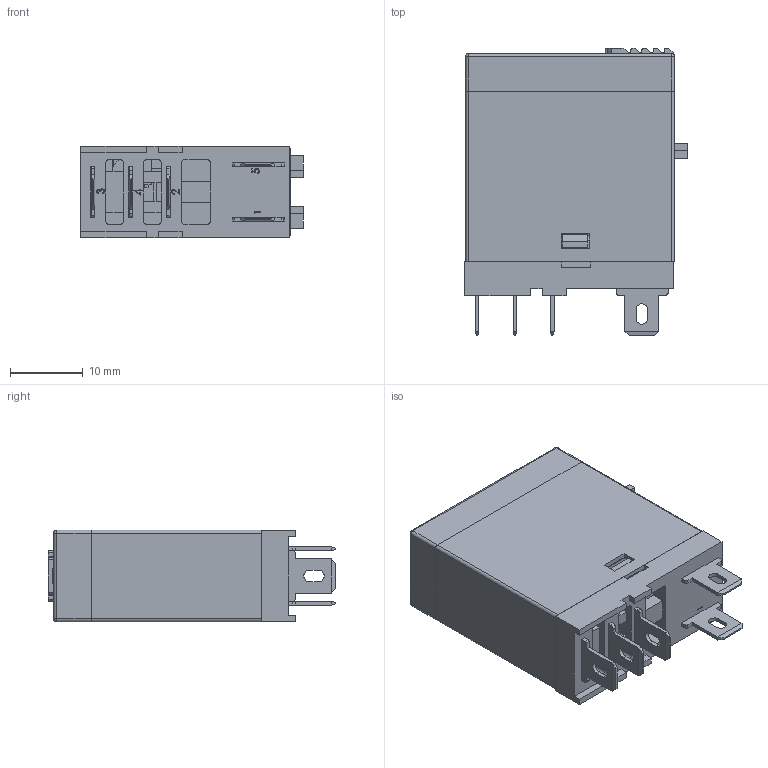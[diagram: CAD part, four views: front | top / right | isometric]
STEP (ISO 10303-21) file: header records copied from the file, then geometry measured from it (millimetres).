
FILE_DESCRIPTION (( 'STEP AP203' ), '1' );
FILE_NAME ('RFT1CO-LT.STEP', '2020-09-01T09:17:31', ( '' ), ( '' ), 'SwSTEP 2.0', 'SolidWorks 2018', '' );
FILE_SCHEMA (( 'CONFIG_CONTROL_DESIGN' ));
Length unit declared in the file: millimetre
Products named in the file (28): RFT-1 髡夔俋褲 7.800.276.07; 14FC  DC(苤芛)沺郋 7.777.200.03; 14FT-1 H静片17.725.276.01; RFT-1 基座（RAL 9001） 7.810.276.02; RFT LED 9.014.012.07; RFT DC玴沺 7.775.276.01; 14FT-1C  AC雄銅え 7.730.276.00; 14FT-1   右线圈插脚 7.744.276.03; RFT 偌聽 8.337.281.00; RFT 1C DC鼠蚚杶璃 ARY2.281.01GT; 14FT-1  雄え蟀諉え 7.744.276.01; 14FT-1   左线圈插脚 7.744.276.02; RFT 髡夔階裔 7.852.281.00; 14FT-1 竘盄褐 7.740.276.04-1; 14FT-1 雄銅え郪磁 6.621.276.00; RFT-1 價釱郪磁 6.125.281.00; RFT DC 芢赽 8.332.281.00; 14FT-1 竘盄褐 7.740.276.04; RFT-1 推动架（RAL 9001）7.899.276.02; 14FT-1 D静片7.725.276.02; RFT DC髡夔杶璃 ARY2.281.10GT; 0.45X0.45 源渀 7.740.276.05; RFT-1 静触点（AgSnO2Cu） 7.732.276.00 ; RFT1CO-LT; RFT-1 动触点（整体） 7.732.276.01; 14FT DC线圈架组合(四引线) 6.687.276.02; 14FC  隅弇銅え 7.736.200.00
Assembly tree (21 placements, depth 4):
  RFT DC玴沺 7.775.276.01
  14FT-1C  AC雄銅え 7.730.276.00
  RFT-1 推动架（RAL 9001）7.899.276.02
  RFT-1 静触点（AgSnO2Cu） 7.732.276.00 
  RFT1CO-LT
    RFT 1C DC鼠蚚杶璃 ARY2.281.01GT
      RFT-1 價釱郪磁 6.125.281.00
        RFT-1 基座（RAL 9001） 7.810.276.02
        14FT-1   右线圈插脚 7.744.276.03
        14FT-1   左线圈插脚 7.744.276.02
      14FT-1 D静片7.725.276.02
      14FT-1 H静片17.725.276.01
      14FT-1 雄銅え郪磁 6.621.276.00
        14FT-1  雄え蟀諉え 7.744.276.01
      14FC  DC(苤芛)沺郋 7.777.200.03
    14FT DC线圈架组合(四引线) 6.687.276.02
      14FT-1 竘盄褐 7.740.276.04-1
      14FT-1 竘盄褐 7.740.276.04
      0.45X0.45 源渀 7.740.276.05
      0.45X0.45 源渀 7.740.276.05
    RFT DC髡夔杶璃 ARY2.281.10GT
      RFT-1 髡夔俋褲 7.800.276.07
      RFT LED 9.014.012.07
      RFT 偌聽 8.337.281.00
      RFT 髡夔階裔 7.852.281.00
      RFT DC 芢赽 8.332.281.00
Bounding box: 30.72 x 39.65 x 12.6 mm (x, y, z)
Volume: 3275.1 mm3; surface area: 9912.6 mm2
Topology: 19 solids, 19 shells, 1526 faces, 4243 edges, 2738 vertices
Faces by surface type: plane 1070, cylinder 381, bspline 32, sphere 28, cone 11, torus 4
Entity records: 52638 total; most frequent: CARTESIAN_POINT 10459, ORIENTED_EDGE 8430, DIRECTION 7917, EDGE_CURVE 4215, LINE 3343, VECTOR 3343, VERTEX_POINT 2738, AXIS2_PLACEMENT_3D 2287
